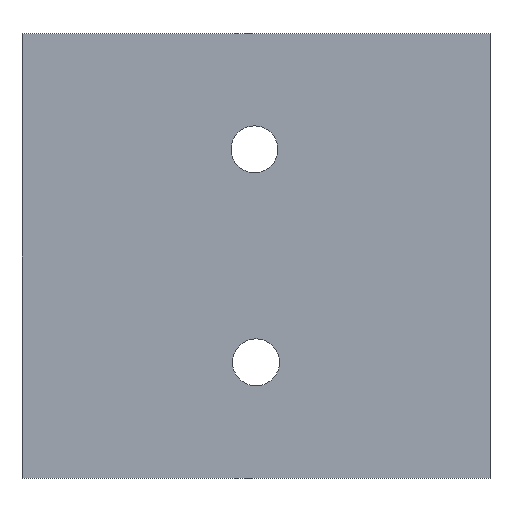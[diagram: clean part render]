
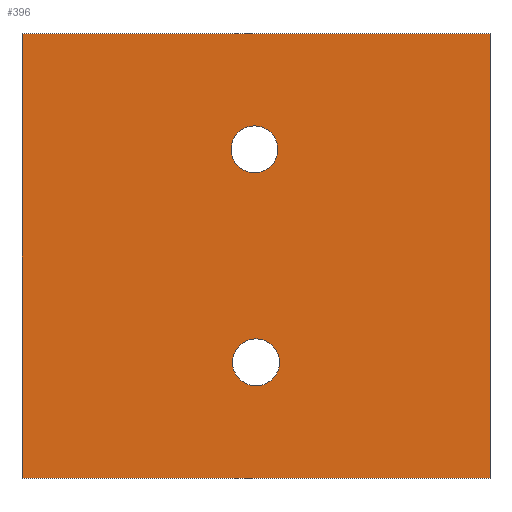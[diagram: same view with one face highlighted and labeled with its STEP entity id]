
A CAD part, front view. The second image highlights one B-rep face of the part: STEP entity #396.
In plain terms, the highlighted planar face has unit normal (0, -1, 0).
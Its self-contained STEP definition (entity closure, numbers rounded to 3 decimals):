
#19=FACE_BOUND('',#77,.T.);
#20=FACE_BOUND('',#78,.T.);
#31=PLANE('',#452);
#50=FACE_OUTER_BOUND('',#76,.T.);
#76=EDGE_LOOP('',(#347,#348,#349,#350));
#77=EDGE_LOOP('',(#351));
#78=EDGE_LOOP('',(#352));
#101=LINE('',#648,#135);
#105=LINE('',#654,#139);
#106=LINE('',#657,#140);
#108=LINE('',#660,#142);
#135=VECTOR('',#523,10.);
#139=VECTOR('',#529,10.);
#140=VECTOR('',#532,10.);
#142=VECTOR('',#536,10.);
#166=CIRCLE('',#442,0.75);
#167=CIRCLE('',#444,0.75);
#198=VERTEX_POINT('',#646);
#199=VERTEX_POINT('',#647);
#200=VERTEX_POINT('',#652);
#201=VERTEX_POINT('',#656);
#202=VERTEX_POINT('',#662);
#203=VERTEX_POINT('',#666);
#240=EDGE_CURVE('',#198,#199,#101,.T.);
#244=EDGE_CURVE('',#199,#200,#105,.F.);
#245=EDGE_CURVE('',#200,#201,#106,.T.);
#247=EDGE_CURVE('',#198,#201,#108,.T.);
#248=EDGE_CURVE('',#202,#202,#166,.T.);
#250=EDGE_CURVE('',#203,#203,#167,.T.);
#347=ORIENTED_EDGE('',*,*,#240,.T.);
#348=ORIENTED_EDGE('',*,*,#244,.T.);
#349=ORIENTED_EDGE('',*,*,#245,.T.);
#350=ORIENTED_EDGE('',*,*,#247,.F.);
#351=ORIENTED_EDGE('',*,*,#248,.T.);
#352=ORIENTED_EDGE('',*,*,#250,.T.);
#396=ADVANCED_FACE('',(#50,#19,#20),#31,.T.);
#442=AXIS2_PLACEMENT_3D('',#663,#539,#540);
#444=AXIS2_PLACEMENT_3D('',#667,#544,#545);
#452=AXIS2_PLACEMENT_3D('',#682,#564,#565);
#523=DIRECTION('',(0.,0.,-1.));
#529=DIRECTION('',(-1.,0.,0.));
#532=DIRECTION('',(0.,0.,1.));
#536=DIRECTION('',(1.,0.,0.));
#539=DIRECTION('center_axis',(0.,1.,0.));
#540=DIRECTION('ref_axis',(1.,0.,0.));
#544=DIRECTION('center_axis',(0.,1.,0.));
#545=DIRECTION('ref_axis',(1.,0.,0.));
#564=DIRECTION('center_axis',(0.,-1.,0.));
#565=DIRECTION('ref_axis',(0.,0.,-1.));
#646=CARTESIAN_POINT('',(-7.427,38.541,16.693));
#647=CARTESIAN_POINT('',(-7.427,38.541,2.493));
#648=CARTESIAN_POINT('',(-7.427,38.541,13.293));
#652=CARTESIAN_POINT('',(7.523,38.541,2.493));
#654=CARTESIAN_POINT('',(3.973,38.541,2.493));
#656=CARTESIAN_POINT('',(7.523,38.541,16.693));
#657=CARTESIAN_POINT('',(7.523,38.541,13.293));
#660=CARTESIAN_POINT('',(3.973,38.541,16.693));
#662=CARTESIAN_POINT('',(-0.702,38.541,6.194));
#663=CARTESIAN_POINT('Origin',(0.048,38.541,6.194));
#666=CARTESIAN_POINT('',(-0.75,38.541,13.));
#667=CARTESIAN_POINT('Origin',(0.,38.541,13.));
#682=CARTESIAN_POINT('Origin',(3.973,38.541,16.993));
